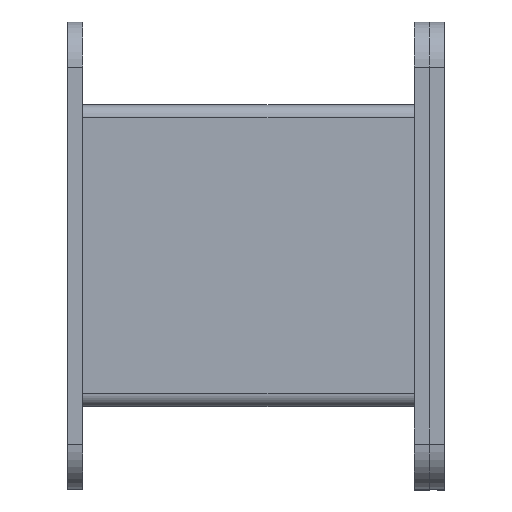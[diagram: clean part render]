
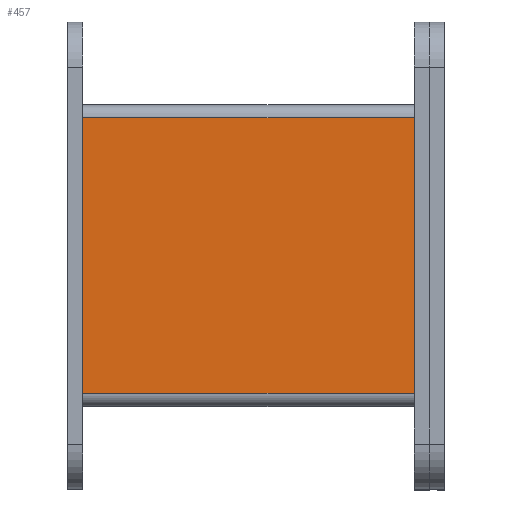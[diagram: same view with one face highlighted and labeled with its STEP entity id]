
A CAD part, top view. The second image highlights one B-rep face of the part: STEP entity #457.
In plain terms, the highlighted planar face has unit normal (0, 0, 1).
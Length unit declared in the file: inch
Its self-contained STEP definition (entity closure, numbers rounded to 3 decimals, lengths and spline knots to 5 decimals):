
#69 = ORIENTED_EDGE ( 'NONE', *, *, #2458, .T. ) ;
#142 = CARTESIAN_POINT ( 'NONE',  ( -1.375, 1.142, 1.25 ) ) ;
#242 = EDGE_CURVE ( 'NONE', #2186, #265, #2155, .T. ) ;
#265 = VERTEX_POINT ( 'NONE', #142 ) ;
#310 = CARTESIAN_POINT ( 'NONE',  ( -1.375, -1.25, 1.25 ) ) ;
#400 = VERTEX_POINT ( 'NONE', #1219 ) ;
#457 = ADVANCED_FACE ( 'NONE', ( #808 ), #1359, .F. ) ;
#599 = DIRECTION ( 'NONE',  ( 0., 0., -1. ) ) ;
#642 = LINE ( 'NONE', #1653, #3174 ) ;
#759 = VECTOR ( 'NONE', #2024, 39.37008 ) ;
#808 = FACE_OUTER_BOUND ( 'NONE', #2608, .T. ) ;
#1219 = CARTESIAN_POINT ( 'NONE',  ( 1.375, -1.142, 1.25 ) ) ;
#1220 = DIRECTION ( 'NONE',  ( -1., 0., 0. ) ) ;
#1300 = DIRECTION ( 'NONE',  ( 0., 1., 0. ) ) ;
#1352 = VERTEX_POINT ( 'NONE', #1836 ) ;
#1359 = PLANE ( 'NONE',  #1410 ) ;
#1410 = AXIS2_PLACEMENT_3D ( 'NONE', #310, #599, #1300 ) ;
#1412 = EDGE_CURVE ( 'NONE', #400, #2186, #1451, .T. ) ;
#1451 = LINE ( 'NONE', #2968, #2439 ) ;
#1468 = ORIENTED_EDGE ( 'NONE', *, *, #242, .F. ) ;
#1653 = CARTESIAN_POINT ( 'NONE',  ( 1.375, 1.177, 1.25 ) ) ;
#1701 = ORIENTED_EDGE ( 'NONE', *, *, #1412, .F. ) ;
#1756 = CARTESIAN_POINT ( 'NONE',  ( -1.375, 1.142, 1.25 ) ) ;
#1836 = CARTESIAN_POINT ( 'NONE',  ( 1.375, 1.142, 1.25 ) ) ;
#2024 = DIRECTION ( 'NONE',  ( 1., 0., 0. ) ) ;
#2155 = LINE ( 'NONE', #2682, #2202 ) ;
#2174 = ORIENTED_EDGE ( 'NONE', *, *, #2594, .F. ) ;
#2186 = VERTEX_POINT ( 'NONE', #3053 ) ;
#2202 = VECTOR ( 'NONE', #2212, 39.37008 ) ;
#2212 = DIRECTION ( 'NONE',  ( 0., 1., 0. ) ) ;
#2439 = VECTOR ( 'NONE', #1220, 39.37008 ) ;
#2458 = EDGE_CURVE ( 'NONE', #400, #1352, #642, .T. ) ;
#2467 = DIRECTION ( 'NONE',  ( 0., 1., 0. ) ) ;
#2561 = LINE ( 'NONE', #1756, #759 ) ;
#2594 = EDGE_CURVE ( 'NONE', #265, #1352, #2561, .T. ) ;
#2608 = EDGE_LOOP ( 'NONE', ( #2174, #1468, #1701, #69 ) ) ;
#2682 = CARTESIAN_POINT ( 'NONE',  ( -1.375, 1.25, 1.25 ) ) ;
#2968 = CARTESIAN_POINT ( 'NONE',  ( -1.375, -1.142, 1.25 ) ) ;
#3053 = CARTESIAN_POINT ( 'NONE',  ( -1.375, -1.142, 1.25 ) ) ;
#3174 = VECTOR ( 'NONE', #2467, 39.37008 ) ;
